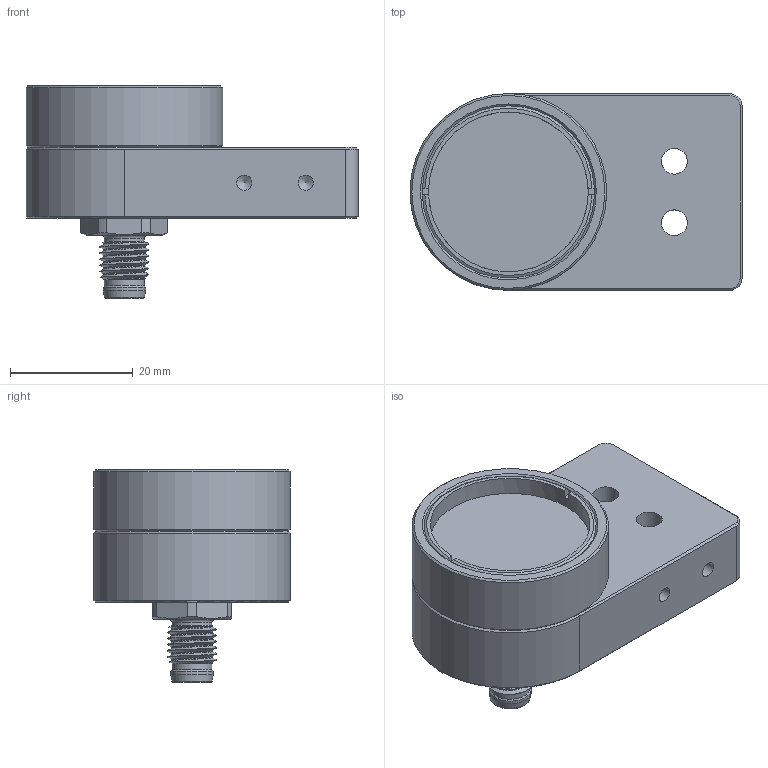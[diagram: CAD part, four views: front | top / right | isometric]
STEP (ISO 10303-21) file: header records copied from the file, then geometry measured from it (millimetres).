
FILE_DESCRIPTION(/* description */ (''),/* implementation_level */ '2;1');
FILE_NAME(/* name */ 'SLB-500-R625-P-SL.stp',/* time_stamp */ '2020-09-02T14:37:30+02:00',/* author */ (''),/* organization */ (''),/* preprocessor_version */ 'ST-DEVELOPER v16.5',/* originating_system */ 'Autodesk Inventor 2017',/* authorisation */ '');
FILE_SCHEMA (('AUTOMOTIVE_DESIGN { 1 0 10303 214 3 1 1 }'));
Length unit declared in the file: millimetre
Products named in the file (1): SLB-500-R625-P-SL
Bounding box: 54 x 32 x 34.5 mm (x, y, z)
Volume: 25181.5 mm3; surface area: 7401.5 mm2
Topology: 1 solids, 1 shells, 194 faces, 492 edges, 316 vertices
Faces by surface type: plane 80, cylinder 58, cone 35, bspline 14, sphere 4, torus 3
Full cylindrical faces by diameter (mm): 1 x4, 2.459 x6, 3.8 x2, 4.2 x2, 6 x1, 6.5 x2, 6.9 x1, 26 x1, 32 x1
Entity records: 10950 total; most frequent: CARTESIAN_POINT 6380, DIRECTION 921, ORIENTED_EDGE 820, EDGE_CURVE 410, AXIS2_PLACEMENT_3D 373, VERTEX_POINT 287, EDGE_LOOP 267, FACE_OUTER_BOUND 194
